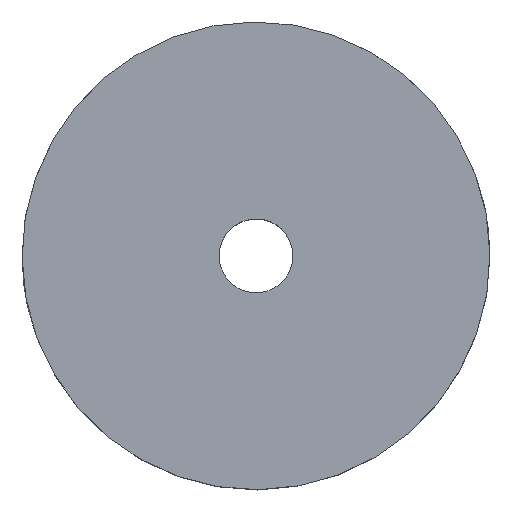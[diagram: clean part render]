
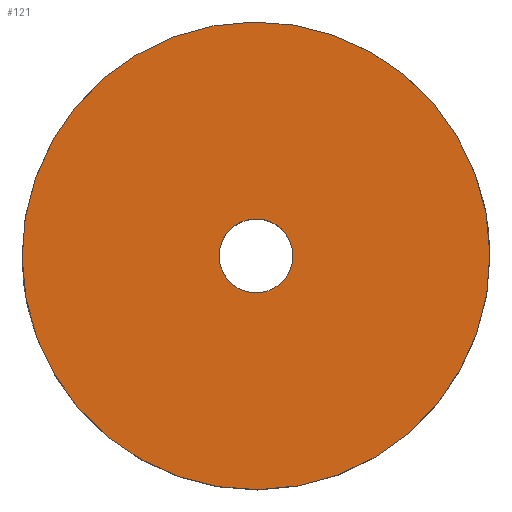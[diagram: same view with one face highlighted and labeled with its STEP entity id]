
A CAD part, top view. The second image highlights one B-rep face of the part: STEP entity #121.
In plain terms, the highlighted planar face has unit normal (0, 0, 1).
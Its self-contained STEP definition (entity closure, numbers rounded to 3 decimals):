
#121=ADVANCED_FACE('',(#228,#229),#227,.F.);
#227=PLANE('',#391);
#228=FACE_OUTER_BOUND('',#392,.T.);
#229=FACE_BOUND('',#393,.T.);
#388=CARTESIAN_POINT('',(17.928,-15.142,10.));
#389=DIRECTION('',(0.,0.,-1.));
#390=DIRECTION('',(-1.,0.,0.));
#391=AXIS2_PLACEMENT_3D('',#388,#389,#390);
#392=EDGE_LOOP('',(#522,#523));
#393=EDGE_LOOP('',(#524,#525));
#522=ORIENTED_EDGE('',*,*,#594,.F.);
#523=ORIENTED_EDGE('',*,*,#595,.F.);
#524=ORIENTED_EDGE('',*,*,#596,.T.);
#525=ORIENTED_EDGE('',*,*,#597,.T.);
#594=EDGE_CURVE('',#776,#777,#778,.T.);
#595=EDGE_CURVE('',#777,#776,#784,.T.);
#596=EDGE_CURVE('',#790,#791,#792,.T.);
#597=EDGE_CURVE('',#791,#790,#798,.T.);
#776=VERTEX_POINT('',#1000);
#777=VERTEX_POINT('',#1001);
#778=CIRCLE('',#1005,9.5);
#784=CIRCLE('',#1009,9.5);
#790=VERTEX_POINT('',#1010);
#791=VERTEX_POINT('',#1011);
#792=CIRCLE('',#1015,1.5);
#798=CIRCLE('',#1019,1.5);
#1000=CARTESIAN_POINT('',(-8.893,-3.342,10.));
#1001=CARTESIAN_POINT('',(8.893,3.342,10.));
#1002=CARTESIAN_POINT('',(0.,0.,10.));
#1003=DIRECTION('',(0.,0.,-1.));
#1004=DIRECTION('',(0.936,0.352,0.));
#1005=AXIS2_PLACEMENT_3D('',#1002,#1003,#1004);
#1006=CARTESIAN_POINT('',(0.,0.,10.));
#1007=DIRECTION('',(0.,0.,-1.));
#1008=DIRECTION('',(0.936,0.352,0.));
#1009=AXIS2_PLACEMENT_3D('',#1006,#1007,#1008);
#1010=CARTESIAN_POINT('',(0.177,-1.49,10.));
#1011=CARTESIAN_POINT('',(-0.177,1.49,10.));
#1012=CARTESIAN_POINT('',(0.,0.,10.));
#1013=DIRECTION('',(0.,0.,-1.));
#1014=DIRECTION('',(0.118,-0.993,0.));
#1015=AXIS2_PLACEMENT_3D('',#1012,#1013,#1014);
#1016=CARTESIAN_POINT('',(0.,0.,10.));
#1017=DIRECTION('',(0.,0.,-1.));
#1018=DIRECTION('',(0.118,-0.993,0.));
#1019=AXIS2_PLACEMENT_3D('',#1016,#1017,#1018);
